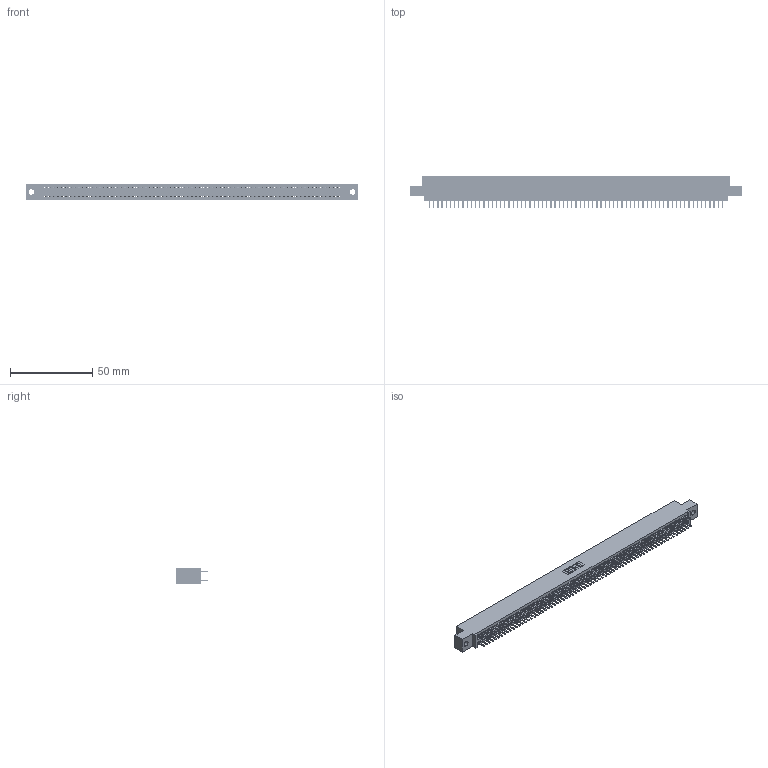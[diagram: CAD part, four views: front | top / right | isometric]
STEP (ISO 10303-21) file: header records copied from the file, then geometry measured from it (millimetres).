
FILE_DESCRIPTION (( 'STEP AP203' ), '1' );
FILE_NAME ('345-142-520-502.STEP', '2019-11-09T00:42:22', ( '' ), ( '' ), 'SwSTEP 2.0', 'SolidWorks 2016', '' );
FILE_SCHEMA (( 'CONFIG_CONTROL_DESIGN' ));
Length unit declared in the file: inch
Products named in the file (3): 345 Part_0.110 Offset - 0.128 Dia; 345-292-001_345-293-120; 345-142-520-502
Assembly tree (143 placements, depth 2):
  345-142-520-502
    345 Part_0.110 Offset - 0.128 Dia
    345-292-001_345-293-120  x142
Bounding box: 201.55 x 19.68 x 9.4 mm (x, y, z)
Volume: 19675.4 mm3; surface area: 29332.5 mm2
Topology: 143 solids, 143 shells, 7798 faces, 22647 edges, 14718 vertices
Faces by surface type: plane 5054, cylinder 2744
Entity records: 52053 total; most frequent: CARTESIAN_POINT 8712, ORIENTED_EDGE 8634, DIRECTION 7633, EDGE_CURVE 4317, VECTOR 3897, LINE 3897, VERTEX_POINT 2874, AXIS2_PLACEMENT_3D 1868
